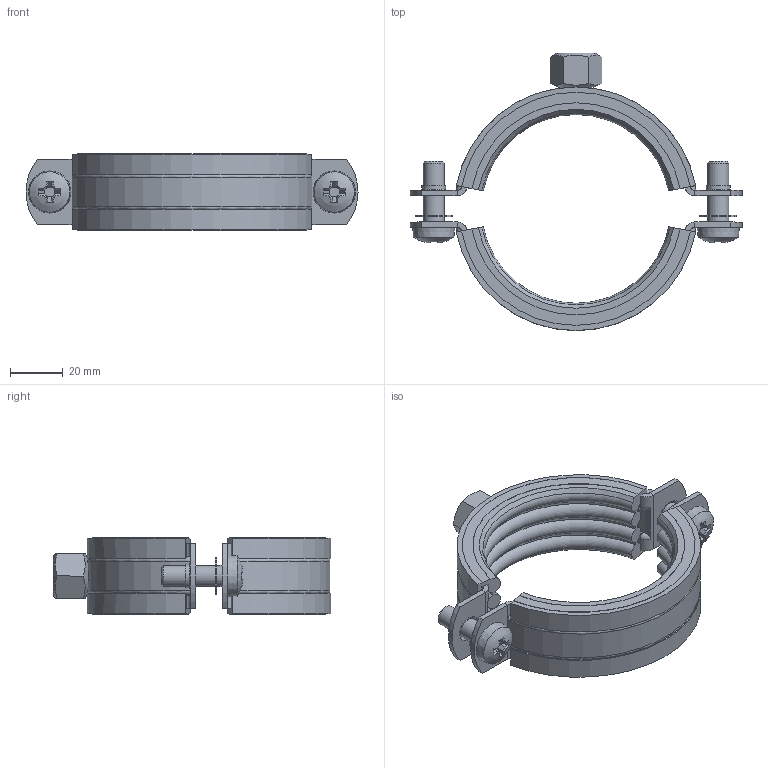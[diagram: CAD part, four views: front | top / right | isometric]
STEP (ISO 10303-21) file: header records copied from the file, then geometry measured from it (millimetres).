
FILE_DESCRIPTION((''),'2;1');
FILE_NAME('127440.stp','2011-01-18T15:39:55',('DMK009'),(''),'Autodesk Inventor 2011','Autodesk Inventor 2011','');
FILE_SCHEMA(('AUTOMOTIVE_DESIGN { 1 0 10303 214 1 1 1 1 }'));
Length unit declared in the file: millimetre
Products named in the file (1): 127440
Bounding box: 125.9 x 105.2 x 28.95 mm (x, y, z)
Volume: 61431.7 mm3; surface area: 46729.8 mm2
Topology: 1 solids, 1 shells, 261 faces, 717 edges, 459 vertices
Faces by surface type: plane 107, cylinder 76, torus 38, cone 37, sphere 3
Full cylindrical faces by diameter (mm): 7.375 x2, 8 x6, 8.5 x2, 8.647 x1, 9 x2, 14 x2
Entity records: 8561 total; most frequent: CARTESIAN_POINT 1819, DIRECTION 1454, ORIENTED_EDGE 1348, EDGE_CURVE 674, AXIS2_PLACEMENT_3D 594, VERTEX_POINT 448, CIRCLE 324, EDGE_LOOP 320
